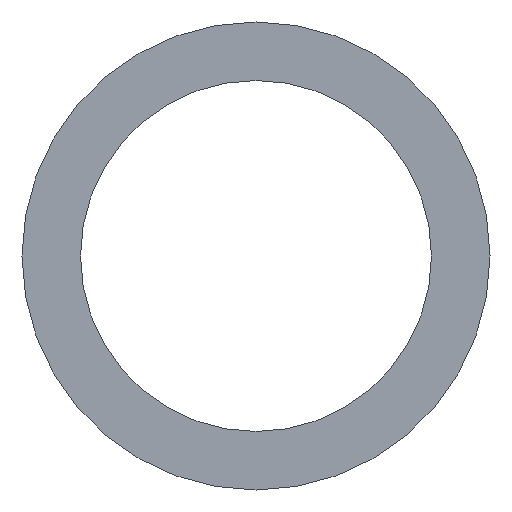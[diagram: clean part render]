
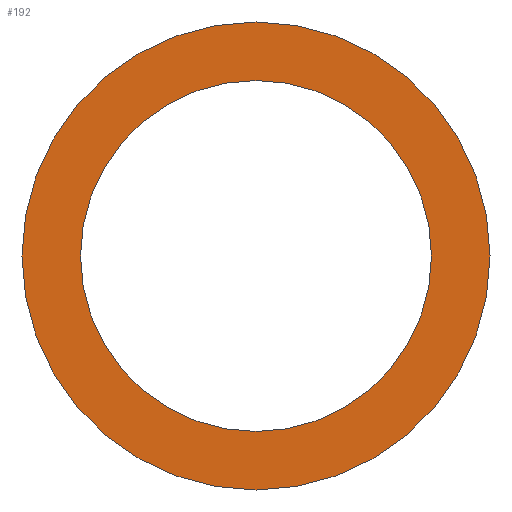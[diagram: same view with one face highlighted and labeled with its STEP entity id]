
A CAD part, front view. The second image highlights one B-rep face of the part: STEP entity #192.
In plain terms, the highlighted planar face has unit normal (0, -1, 0).
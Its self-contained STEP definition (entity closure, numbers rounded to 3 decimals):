
#23 = VERTEX_POINT ( 'NONE', #214 ) ;
#24 = AXIS2_PLACEMENT_3D ( 'NONE', #31, #33, #127 ) ;
#29 = CARTESIAN_POINT ( 'NONE',  ( 0., 0., 4. ) ) ;
#31 = CARTESIAN_POINT ( 'NONE',  ( 0., 0., 0. ) ) ;
#33 = DIRECTION ( 'NONE',  ( 0., 1., 0. ) ) ;
#43 = ORIENTED_EDGE ( 'NONE', *, *, #226, .F. ) ;
#55 = CARTESIAN_POINT ( 'NONE',  ( 0., 0., 3. ) ) ;
#62 = ORIENTED_EDGE ( 'NONE', *, *, #220, .T. ) ;
#75 = AXIS2_PLACEMENT_3D ( 'NONE', #103, #221, #241 ) ;
#86 = EDGE_LOOP ( 'NONE', ( #249, #43 ) ) ;
#89 = CIRCLE ( 'NONE', #75, 4. ) ;
#91 = AXIS2_PLACEMENT_3D ( 'NONE', #218, #147, #234 ) ;
#98 = CARTESIAN_POINT ( 'NONE',  ( 0., 0., -3. ) ) ;
#103 = CARTESIAN_POINT ( 'NONE',  ( 0., 0., 0. ) ) ;
#109 = EDGE_CURVE ( 'NONE', #178, #195, #185, .T. ) ;
#115 = CARTESIAN_POINT ( 'NONE',  ( 0., 0., 0. ) ) ;
#127 = DIRECTION ( 'NONE',  ( 0., 0., 1. ) ) ;
#130 = DIRECTION ( 'NONE',  ( 0., 1., 0. ) ) ;
#136 = AXIS2_PLACEMENT_3D ( 'NONE', #199, #130, #201 ) ;
#137 = DIRECTION ( 'NONE',  ( 0., 1., 0. ) ) ;
#139 = VERTEX_POINT ( 'NONE', #29 ) ;
#147 = DIRECTION ( 'NONE',  ( 0., 1., 0. ) ) ;
#156 = AXIS2_PLACEMENT_3D ( 'NONE', #115, #137, #187 ) ;
#168 = CIRCLE ( 'NONE', #24, 3. ) ;
#173 = CIRCLE ( 'NONE', #156, 4. ) ;
#175 = EDGE_LOOP ( 'NONE', ( #62, #191 ) ) ;
#178 = VERTEX_POINT ( 'NONE', #55 ) ;
#181 = PLANE ( 'NONE',  #136 ) ;
#185 = CIRCLE ( 'NONE', #91, 3. ) ;
#187 = DIRECTION ( 'NONE',  ( 0., 0., 1. ) ) ;
#191 = ORIENTED_EDGE ( 'NONE', *, *, #109, .T. ) ;
#192 = ADVANCED_FACE ( 'NONE', ( #225, #212 ), #181, .F. ) ;
#195 = VERTEX_POINT ( 'NONE', #98 ) ;
#199 = CARTESIAN_POINT ( 'NONE',  ( 0., 0., 0. ) ) ;
#201 = DIRECTION ( 'NONE',  ( 0., 0., 1. ) ) ;
#212 = FACE_BOUND ( 'NONE', #175, .T. ) ;
#214 = CARTESIAN_POINT ( 'NONE',  ( 0., 0., -4. ) ) ;
#218 = CARTESIAN_POINT ( 'NONE',  ( 0., 0., 0. ) ) ;
#220 = EDGE_CURVE ( 'NONE', #195, #178, #168, .T. ) ;
#221 = DIRECTION ( 'NONE',  ( 0., 1., 0. ) ) ;
#225 = FACE_OUTER_BOUND ( 'NONE', #86, .T. ) ;
#226 = EDGE_CURVE ( 'NONE', #139, #23, #89, .T. ) ;
#231 = EDGE_CURVE ( 'NONE', #23, #139, #173, .T. ) ;
#234 = DIRECTION ( 'NONE',  ( 0., 0., 1. ) ) ;
#241 = DIRECTION ( 'NONE',  ( 0., 0., 1. ) ) ;
#249 = ORIENTED_EDGE ( 'NONE', *, *, #231, .F. ) ;
